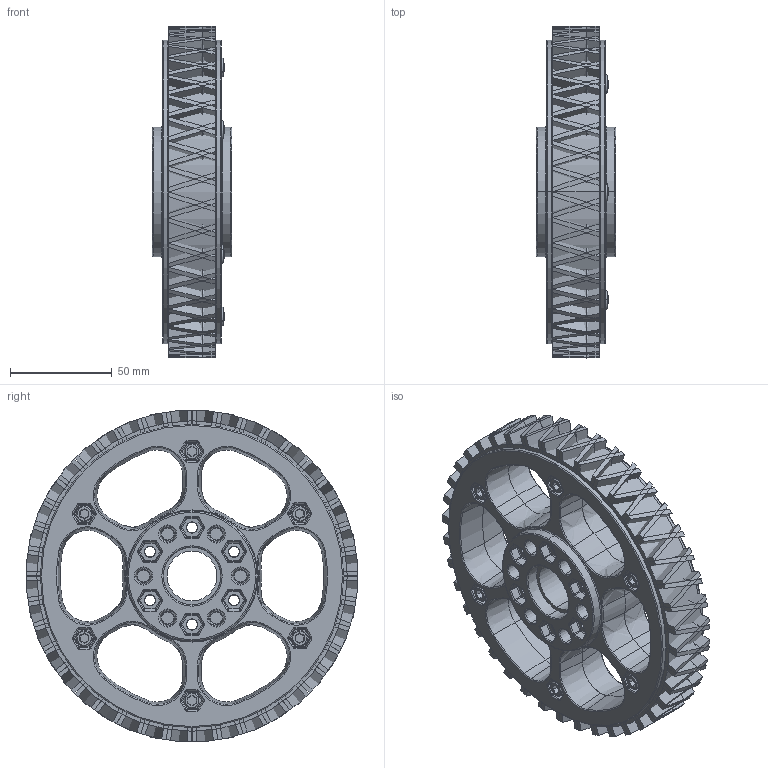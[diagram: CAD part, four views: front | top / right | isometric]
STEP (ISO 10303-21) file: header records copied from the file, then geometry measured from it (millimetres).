
FILE_DESCRIPTION (( 'STEP AP203' ), '1' );
FILE_NAME ('am-0438 6IN Plaction Wheel with Wedgetop Tread.STEP', '2021-06-07T14:01:05', ( '' ), ( '' ), 'SwSTEP 2.0', 'SolidWorks 2019', '' );
FILE_SCHEMA (( 'CONFIG_CONTROL_DESIGN' ));
Length unit declared in the file: inch
Products named in the file (5): 10-32 Nylock Nut; 6 Wedgetop Tread V2; SHCS 10-32 x 1; am-0438 6IN Plaction Wheel with Wedgetop Tread; 6 Plaction Half V2
Assembly tree (15 placements, depth 2):
  am-0438 6IN Plaction Wheel with Wedgetop Tread
    6 Plaction Half V2  x2
    SHCS 10-32 x 1  x6
    10-32 Nylock Nut  x6
    6 Wedgetop Tread V2
Bounding box: 39.12 x 162.94 x 162.94 mm (x, y, z)
Volume: 305981.2 mm3; surface area: 162383.7 mm2
Topology: 99 solids, 99 shells, 2334 faces, 5152 edges, 3082 vertices
Faces by surface type: plane 1044, cylinder 556, bspline 264, cone 174, torus 152, sphere 144
Entity records: 42464 total; most frequent: CARTESIAN_POINT 11257, ORIENTED_EDGE 6228, DIRECTION 6197, EDGE_CURVE 3114, VECTOR 2127, LINE 2127, AXIS2_PLACEMENT_3D 2035, VERTEX_POINT 1917
